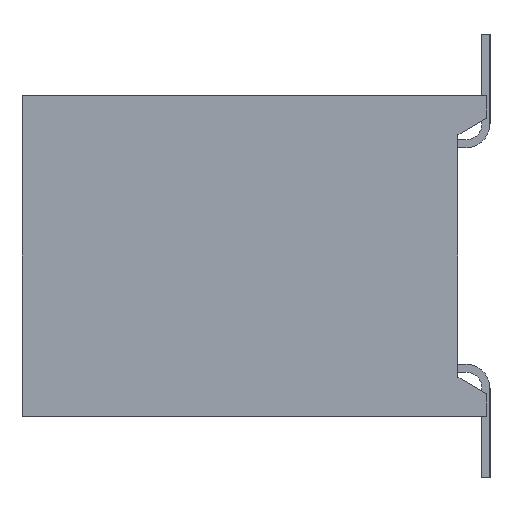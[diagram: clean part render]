
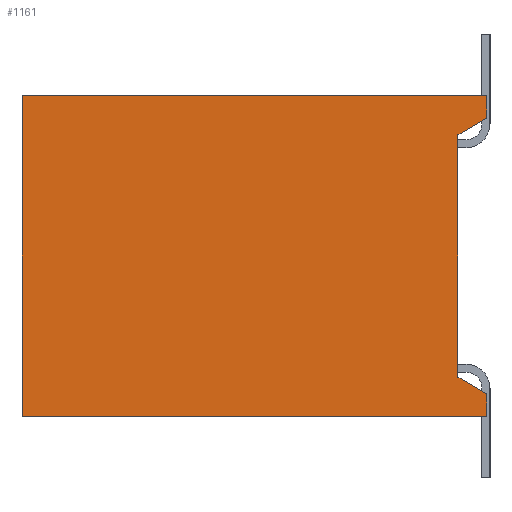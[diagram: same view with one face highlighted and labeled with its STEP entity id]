
A CAD part, left-side view. The second image highlights one B-rep face of the part: STEP entity #1161.
In plain terms, the highlighted planar face has unit normal (-1, 0, 0).
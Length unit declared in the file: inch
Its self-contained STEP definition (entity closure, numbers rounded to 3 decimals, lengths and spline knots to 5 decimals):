
#1161 = ADVANCED_FACE( '', ( #3192 ), #3193, .F. );
#3192 = FACE_OUTER_BOUND( '', #6218, .T. );
#3193 = PLANE( '', #6219 );
#6218 = EDGE_LOOP( '', ( #9585, #9586, #9587, #9588, #9589, #9590, #9591, #9592 ) );
#6219 = AXIS2_PLACEMENT_3D( '', #9593, #9594, #9595 );
#9585 = ORIENTED_EDGE( '', *, *, #19004, .F. );
#9586 = ORIENTED_EDGE( '', *, *, #18915, .T. );
#9587 = ORIENTED_EDGE( '', *, *, #19005, .F. );
#9588 = ORIENTED_EDGE( '', *, *, #19006, .F. );
#9589 = ORIENTED_EDGE( '', *, *, #19007, .T. );
#9590 = ORIENTED_EDGE( '', *, *, #19008, .T. );
#9591 = ORIENTED_EDGE( '', *, *, #19009, .F. );
#9592 = ORIENTED_EDGE( '', *, *, #19010, .F. );
#9593 = CARTESIAN_POINT( '', ( -1., 0.29, -0.1 ) );
#9594 = DIRECTION( '', ( 1., 0., 0. ) );
#9595 = DIRECTION( '', ( 0., 0., -1. ) );
#18915 = EDGE_CURVE( '', #22969, #22967, #22970, .T. );
#19004 = EDGE_CURVE( '', #22969, #23123, #23124, .T. );
#19005 = EDGE_CURVE( '', #23125, #22967, #23126, .T. );
#19006 = EDGE_CURVE( '', #23127, #23125, #23128, .T. );
#19007 = EDGE_CURVE( '', #23127, #23129, #23130, .T. );
#19008 = EDGE_CURVE( '', #23129, #23131, #23132, .T. );
#19009 = EDGE_CURVE( '', #23133, #23131, #23134, .T. );
#19010 = EDGE_CURVE( '', #23123, #23133, #23135, .T. );
#22967 = VERTEX_POINT( '', #28915 );
#22969 = VERTEX_POINT( '', #28918 );
#22970 = LINE( '', #28919, #28920 );
#23123 = VERTEX_POINT( '', #29139 );
#23124 = LINE( '', #29140, #29141 );
#23125 = VERTEX_POINT( '', #29142 );
#23126 = LINE( '', #29143, #29144 );
#23127 = VERTEX_POINT( '', #29145 );
#23128 = LINE( '', #29146, #29147 );
#23129 = VERTEX_POINT( '', #29148 );
#23130 = LINE( '', #29149, #29150 );
#23131 = VERTEX_POINT( '', #29151 );
#23132 = LINE( '', #29152, #29153 );
#23133 = VERTEX_POINT( '', #29154 );
#23134 = LINE( '', #29155, #29156 );
#23135 = LINE( '', #29157, #29158 );
#28915 = CARTESIAN_POINT( '', ( -1., 0., 0.1 ) );
#28918 = CARTESIAN_POINT( '', ( -1., 0., 0.086 ) );
#28919 = CARTESIAN_POINT( '', ( -1., 0., -0.1 ) );
#28920 = VECTOR( '', #37017, 39.37008 );
#29139 = CARTESIAN_POINT( '', ( -1., 0.018, 0.07561 ) );
#29140 = CARTESIAN_POINT( '', ( -1., 0.29804, -0.08607 ) );
#29141 = VECTOR( '', #37093, 39.37008 );
#29142 = CARTESIAN_POINT( '', ( -1., 0.29, 0.1 ) );
#29143 = CARTESIAN_POINT( '', ( -1., 0.29, 0.1 ) );
#29144 = VECTOR( '', #37094, 39.37008 );
#29145 = CARTESIAN_POINT( '', ( -1., 0.29, -0.1 ) );
#29146 = CARTESIAN_POINT( '', ( -1., 0.29, -0.1 ) );
#29147 = VECTOR( '', #37095, 39.37008 );
#29148 = CARTESIAN_POINT( '', ( -1., 0., -0.1 ) );
#29149 = CARTESIAN_POINT( '', ( -1., 0.29, -0.1 ) );
#29150 = VECTOR( '', #37096, 39.37008 );
#29151 = CARTESIAN_POINT( '', ( -1., 0., -0.086 ) );
#29152 = CARTESIAN_POINT( '', ( -1., 0., -0.1 ) );
#29153 = VECTOR( '', #37097, 39.37008 );
#29154 = CARTESIAN_POINT( '', ( -1., 0.018, -0.07561 ) );
#29155 = CARTESIAN_POINT( '', ( -1., 0.21144, 0.03607 ) );
#29156 = VECTOR( '', #37098, 39.37008 );
#29157 = CARTESIAN_POINT( '', ( -1., 0.018, -0.1 ) );
#29158 = VECTOR( '', #37099, 39.37008 );
#37017 = DIRECTION( '', ( 0., 0., 1. ) );
#37093 = DIRECTION( '', ( 0., 0.866, -0.5 ) );
#37094 = DIRECTION( '', ( 0., -1., 0. ) );
#37095 = DIRECTION( '', ( 0., 0., 1. ) );
#37096 = DIRECTION( '', ( 0., -1., 0. ) );
#37097 = DIRECTION( '', ( 0., 0., 1. ) );
#37098 = DIRECTION( '', ( 0., -0.866, -0.5 ) );
#37099 = DIRECTION( '', ( 0., 0., -1. ) );
